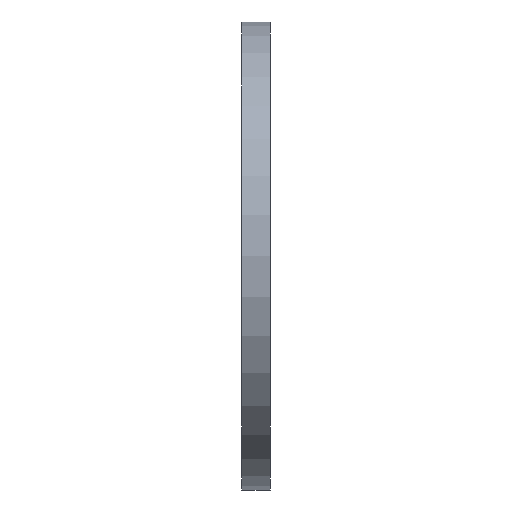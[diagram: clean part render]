
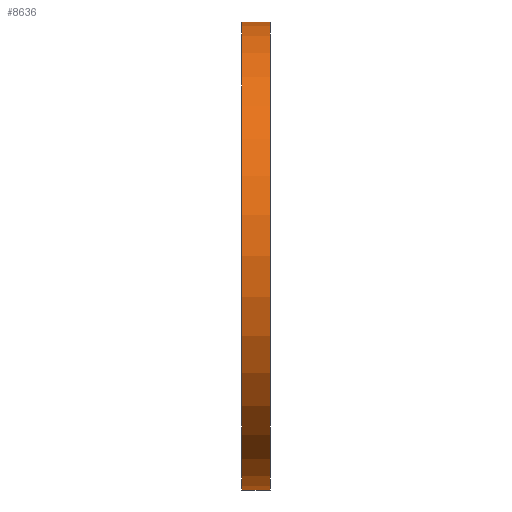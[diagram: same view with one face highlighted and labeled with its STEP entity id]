
A CAD part, left-side view. The second image highlights one B-rep face of the part: STEP entity #8636.
In plain terms, the highlighted cylindrical face has radius 50 mm (diameter 100 mm), a partial arc.
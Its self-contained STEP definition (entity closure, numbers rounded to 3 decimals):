
#295 = CARTESIAN_POINT ( 'NONE',  ( 0., 6., 50. ) ) ;
#350 = EDGE_CURVE ( 'NONE', #8839, #3897, #4843, .T. ) ;
#856 = DIRECTION ( 'NONE',  ( 0., 1., 0. ) ) ;
#1615 = EDGE_CURVE ( 'NONE', #1797, #3897, #6495, .T. ) ;
#1784 = CARTESIAN_POINT ( 'NONE',  ( 0., 0., 0. ) ) ;
#1797 = VERTEX_POINT ( 'NONE', #295 ) ;
#1914 = CARTESIAN_POINT ( 'NONE',  ( 0., 6., 50. ) ) ;
#2445 = DIRECTION ( 'NONE',  ( 0., -1., 0. ) ) ;
#3061 = AXIS2_PLACEMENT_3D ( 'NONE', #1784, #856, #8804 ) ;
#3503 = CARTESIAN_POINT ( 'NONE',  ( 0., 6., 0. ) ) ;
#3528 = VECTOR ( 'NONE', #10250, 1000. ) ;
#3556 = EDGE_CURVE ( 'NONE', #8433, #8839, #10701, .T. ) ;
#3755 = DIRECTION ( 'NONE',  ( 0., -1., 0. ) ) ;
#3897 = VERTEX_POINT ( 'NONE', #6578 ) ;
#4057 = ORIENTED_EDGE ( 'NONE', *, *, #350, .T. ) ;
#4064 = ORIENTED_EDGE ( 'NONE', *, *, #6687, .F. ) ;
#4110 = ORIENTED_EDGE ( 'NONE', *, *, #3556, .T. ) ;
#4843 = CIRCLE ( 'NONE', #3061, 50. ) ;
#4909 = CIRCLE ( 'NONE', #6746, 50. ) ;
#4951 = CARTESIAN_POINT ( 'NONE',  ( 0., 6., -50. ) ) ;
#5567 = CARTESIAN_POINT ( 'NONE',  ( 0., 6., -50. ) ) ;
#6226 = AXIS2_PLACEMENT_3D ( 'NONE', #6886, #2445, #9469 ) ;
#6346 = CARTESIAN_POINT ( 'NONE',  ( 0., 0., -50. ) ) ;
#6495 = LINE ( 'NONE', #1914, #11410 ) ;
#6578 = CARTESIAN_POINT ( 'NONE',  ( 0., 0., 50. ) ) ;
#6687 = EDGE_CURVE ( 'NONE', #8433, #1797, #4909, .T. ) ;
#6746 = AXIS2_PLACEMENT_3D ( 'NONE', #3503, #9586, #7910 ) ;
#6886 = CARTESIAN_POINT ( 'NONE',  ( 0., 6., 0. ) ) ;
#7910 = DIRECTION ( 'NONE',  ( 0., 0., 1. ) ) ;
#8076 = ORIENTED_EDGE ( 'NONE', *, *, #1615, .F. ) ;
#8433 = VERTEX_POINT ( 'NONE', #5567 ) ;
#8636 = ADVANCED_FACE ( 'NONE', ( #8695 ), #10347, .T. ) ;
#8695 = FACE_OUTER_BOUND ( 'NONE', #9134, .T. ) ;
#8804 = DIRECTION ( 'NONE',  ( 0., 0., 1. ) ) ;
#8839 = VERTEX_POINT ( 'NONE', #6346 ) ;
#9134 = EDGE_LOOP ( 'NONE', ( #8076, #4064, #4110, #4057 ) ) ;
#9469 = DIRECTION ( 'NONE',  ( 0., 0., -1. ) ) ;
#9586 = DIRECTION ( 'NONE',  ( 0., 1., 0. ) ) ;
#10250 = DIRECTION ( 'NONE',  ( 0., -1., 0. ) ) ;
#10347 = CYLINDRICAL_SURFACE ( 'NONE', #6226, 50. ) ;
#10701 = LINE ( 'NONE', #4951, #3528 ) ;
#11410 = VECTOR ( 'NONE', #3755, 1000. ) ;
